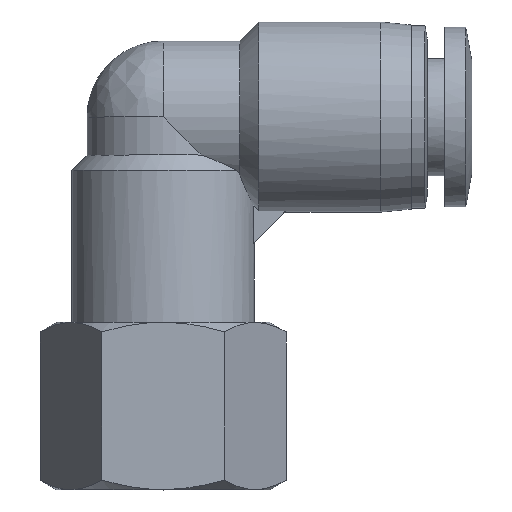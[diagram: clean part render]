
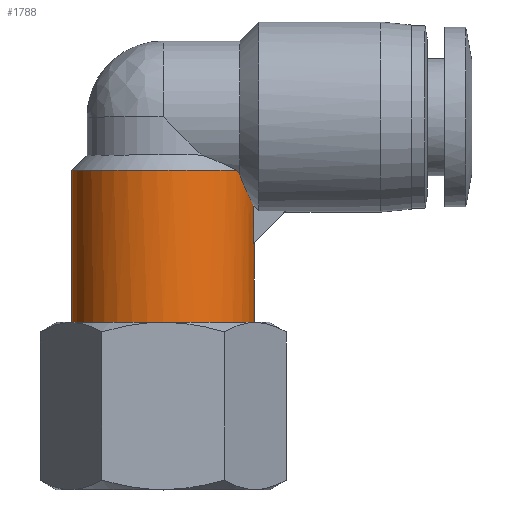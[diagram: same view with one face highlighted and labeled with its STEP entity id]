
A CAD part, top view. The second image highlights one B-rep face of the part: STEP entity #1788.
In plain terms, the highlighted cylindrical face has radius 6 mm (diameter 12 mm), a partial arc.
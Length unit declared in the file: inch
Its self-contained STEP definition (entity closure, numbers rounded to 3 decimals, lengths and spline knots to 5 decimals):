
#18 = CARTESIAN_POINT ( 'NONE',  ( 0.1959, 0.38544, 0.13211 ) ) ;
#63 = CARTESIAN_POINT ( 'NONE',  ( 0.23292, 0.20339, 0.03937 ) ) ;
#68 = CARTESIAN_POINT ( 'NONE',  ( 0., 0., 0. ) ) ;
#146 = ORIENTED_EDGE ( 'NONE', *, *, #1310, .F. ) ;
#291 = ORIENTED_EDGE ( 'NONE', *, *, #2464, .T. ) ;
#305 = CARTESIAN_POINT ( 'NONE',  ( 0.1929, 0.38948, 0.13645 ) ) ;
#364 = DIRECTION ( 'NONE',  ( -1., 0., 0. ) ) ;
#393 = VERTEX_POINT ( 'NONE', #2231 ) ;
#462 = CARTESIAN_POINT ( 'NONE',  ( 0.23292, 0.30393, 0.03937 ) ) ;
#479 = VERTEX_POINT ( 'NONE', #843 ) ;
#488 = DIRECTION ( 'NONE',  ( -1., 0., 0. ) ) ;
#506 = CARTESIAN_POINT ( 'NONE',  ( 0.23622, 0.19685, 0. ) ) ;
#516 = EDGE_CURVE ( 'NONE', #1836, #1187, #2935, .T. ) ;
#631 = CIRCLE ( 'NONE', #1202, 0.23622 ) ;
#653 = CARTESIAN_POINT ( 'NONE',  ( 0.19882, 0.38157, 0.12756 ) ) ;
#707 = ORIENTED_EDGE ( 'NONE', *, *, #516, .T. ) ;
#715 = DIRECTION ( 'NONE',  ( -1., 0., 0. ) ) ;
#718 = DIRECTION ( 'NONE',  ( 0., -1., 0. ) ) ;
#734 = CARTESIAN_POINT ( 'NONE',  ( 0., 0.3937, 0. ) ) ;
#744 = CARTESIAN_POINT ( 'NONE',  ( 0.22908, 0.3118, 0.05835 ) ) ;
#843 = CARTESIAN_POINT ( 'NONE',  ( 0.23622, 0., 0. ) ) ;
#959 = CARTESIAN_POINT ( 'NONE',  ( 0.23622, 0.20669, 0. ) ) ;
#974 = VECTOR ( 'NONE', #1191, 39.37008 ) ;
#1045 = CARTESIAN_POINT ( 'NONE',  ( 0.22111, 0.32866, 0.08349 ) ) ;
#1082 = VERTEX_POINT ( 'NONE', #63 ) ;
#1100 = VECTOR ( 'NONE', #2241, 39.37008 ) ;
#1138 = VERTEX_POINT ( 'NONE', #2159 ) ;
#1142 = VERTEX_POINT ( 'NONE', #1656 ) ;
#1147 = CARTESIAN_POINT ( 'NONE',  ( 0.23622, 0.20669, 0.0132 ) ) ;
#1187 = VERTEX_POINT ( 'NONE', #2289 ) ;
#1191 = DIRECTION ( 'NONE',  ( 0., 1., 0. ) ) ;
#1202 = AXIS2_PLACEMENT_3D ( 'NONE', #68, #2142, #364 ) ;
#1240 = CARTESIAN_POINT ( 'NONE',  ( -0.23622, 0.19685, 0. ) ) ;
#1310 = EDGE_CURVE ( 'NONE', #393, #1187, #1865, .T. ) ;
#1359 = CARTESIAN_POINT ( 'NONE',  ( 0.20532, 0.36442, 0.11743 ) ) ;
#1462 = CARTESIAN_POINT ( 'NONE',  ( 0.23622, 0.20669, 0. ) ) ;
#1656 = CARTESIAN_POINT ( 'NONE',  ( 0.23292, 0.30393, 0.03937 ) ) ;
#1726 = EDGE_CURVE ( 'NONE', #1836, #1138, #2677, .T. ) ;
#1788 = ADVANCED_FACE ( 'NONE', ( #3555 ), #3477, .T. ) ;
#1836 = VERTEX_POINT ( 'NONE', #3395 ) ;
#1865 = LINE ( 'NONE', #1240, #974 ) ;
#1926 = AXIS2_PLACEMENT_3D ( 'NONE', #2256, #2813, #488 ) ;
#2022 = ORIENTED_EDGE ( 'NONE', *, *, #3042, .T. ) ;
#2046 = CARTESIAN_POINT ( 'NONE',  ( 0.23292, 0.20339, 0.03937 ) ) ;
#2112 = EDGE_CURVE ( 'NONE', #1142, #1138, #2258, .T. ) ;
#2121 = ORIENTED_EDGE ( 'NONE', *, *, #2112, .T. ) ;
#2142 = DIRECTION ( 'NONE',  ( 0., 1., 0. ) ) ;
#2159 = CARTESIAN_POINT ( 'NONE',  ( 0.19882, 0.38157, 0.12756 ) ) ;
#2173 =( BOUNDED_CURVE ( )  B_SPLINE_CURVE ( 3, ( #1462, #1147, #3694, #2046 ),
 .UNSPECIFIED., .F., .T. ) 
 B_SPLINE_CURVE_WITH_KNOTS ( ( 4, 4 ),
 ( 0., 0.16745 ),
 .UNSPECIFIED. ) 
 CURVE ( )  GEOMETRIC_REPRESENTATION_ITEM ( )  RATIONAL_B_SPLINE_CURVE ( ( 1., 0.998, 0.998, 1. ) ) 
 REPRESENTATION_ITEM ( '' )  );
#2231 = CARTESIAN_POINT ( 'NONE',  ( -0.23622, 0., 0. ) ) ;
#2241 = DIRECTION ( 'NONE',  ( 0., 1., 0. ) ) ;
#2256 = CARTESIAN_POINT ( 'NONE',  ( 0., 0.19685, 0. ) ) ;
#2258 = B_SPLINE_CURVE_WITH_KNOTS ( 'NONE', 3,
 ( #462, #2493, #744, #2783, #1045, #3073, #1359, #3339 ),
 .UNSPECIFIED., .F., .F.,
 ( 4, 2, 2, 4 ),
 ( 0., 0.00079, 0.00158, 0.00316 ),
 .UNSPECIFIED. ) ;
#2275 = DIRECTION ( 'NONE',  ( 0., 1., 0. ) ) ;
#2289 = CARTESIAN_POINT ( 'NONE',  ( -0.23622, 0.3937, 0. ) ) ;
#2295 = EDGE_CURVE ( 'NONE', #2712, #1082, #2173, .T. ) ;
#2455 = LINE ( 'NONE', #506, #3118 ) ;
#2464 = EDGE_CURVE ( 'NONE', #1082, #1142, #2638, .T. ) ;
#2493 = CARTESIAN_POINT ( 'NONE',  ( 0.23125, 0.30733, 0.04923 ) ) ;
#2638 = LINE ( 'NONE', #3350, #1100 ) ;
#2677 = B_SPLINE_CURVE_WITH_KNOTS ( 'NONE', 3,
 ( #3468, #305, #18, #653 ),
 .UNSPECIFIED., .F., .F.,
 ( 4, 4 ),
 ( 0., 0.00051 ),
 .UNSPECIFIED. ) ;
#2707 = ORIENTED_EDGE ( 'NONE', *, *, #2295, .T. ) ;
#2712 = VERTEX_POINT ( 'NONE', #959 ) ;
#2783 = CARTESIAN_POINT ( 'NONE',  ( 0.22403, 0.32242, 0.07545 ) ) ;
#2813 = DIRECTION ( 'NONE',  ( 0., 1., 0. ) ) ;
#2935 = CIRCLE ( 'NONE', #2950, 0.23622 ) ;
#2950 = AXIS2_PLACEMENT_3D ( 'NONE', #734, #718, #715 ) ;
#2987 = ORIENTED_EDGE ( 'NONE', *, *, #1726, .F. ) ;
#3042 = EDGE_CURVE ( 'NONE', #479, #2712, #2455, .T. ) ;
#3073 = CARTESIAN_POINT ( 'NONE',  ( 0.21197, 0.34891, 0.10545 ) ) ;
#3118 = VECTOR ( 'NONE', #2275, 39.37008 ) ;
#3223 = EDGE_CURVE ( 'NONE', #393, #479, #631, .T. ) ;
#3339 = CARTESIAN_POINT ( 'NONE',  ( 0.19882, 0.38157, 0.12756 ) ) ;
#3350 = CARTESIAN_POINT ( 'NONE',  ( 0.23292, 0.19685, 0.03937 ) ) ;
#3395 = CARTESIAN_POINT ( 'NONE',  ( 0.18984, 0.3937, 0.14058 ) ) ;
#3408 = EDGE_LOOP ( 'NONE', ( #3703, #2022, #2707, #291, #2121, #2987, #707, #146 ) ) ;
#3468 = CARTESIAN_POINT ( 'NONE',  ( 0.18984, 0.3937, 0.14058 ) ) ;
#3477 = CYLINDRICAL_SURFACE ( 'NONE', #1926, 0.23622 ) ;
#3555 = FACE_OUTER_BOUND ( 'NONE', #3408, .T. ) ;
#3694 = CARTESIAN_POINT ( 'NONE',  ( 0.23512, 0.20559, 0.02635 ) ) ;
#3703 = ORIENTED_EDGE ( 'NONE', *, *, #3223, .T. ) ;
